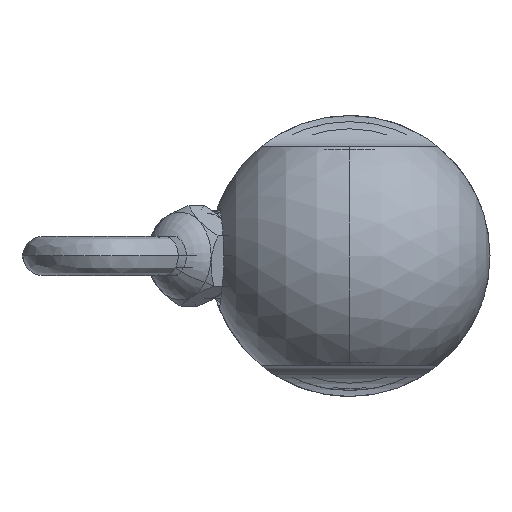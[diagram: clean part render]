
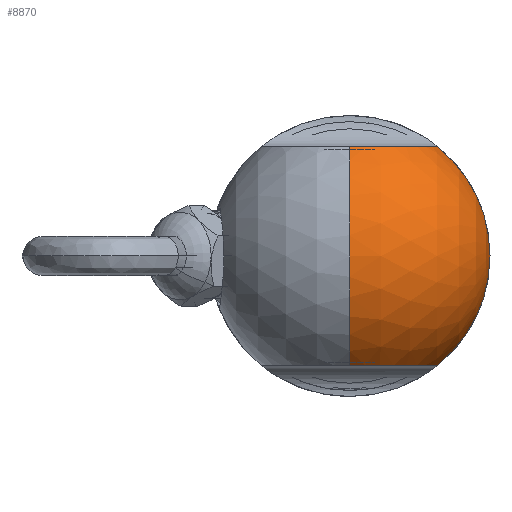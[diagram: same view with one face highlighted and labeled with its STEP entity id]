
A CAD part, front view. The second image highlights one B-rep face of the part: STEP entity #8870.
In plain terms, the highlighted spherical face has radius 18 mm.
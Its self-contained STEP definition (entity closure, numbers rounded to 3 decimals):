
#374 = CARTESIAN_POINT ( 'NONE',  ( 0., 13., 14. ) ) ;
#3112 = VERTEX_POINT ( 'NONE', #35803 ) ;
#6372 = DIRECTION ( 'NONE',  ( 0., -1., 0. ) ) ;
#6726 = CARTESIAN_POINT ( 'NONE',  ( 11.314, 13., -14. ) ) ;
#8772 = ORIENTED_EDGE ( 'NONE', *, *, #15586, .F. ) ;
#8870 = ADVANCED_FACE ( 'NONE', ( #33319 ), #36531, .T. ) ;
#9718 = CIRCLE ( 'NONE', #23973, 11.314 ) ;
#10712 = EDGE_CURVE ( 'NONE', #19290, #30239, #25795, .T. ) ;
#11394 = ORIENTED_EDGE ( 'NONE', *, *, #10712, .T. ) ;
#12411 = DIRECTION ( 'NONE',  ( 0., -1., 0. ) ) ;
#14427 = EDGE_CURVE ( 'NONE', #36546, #19290, #9718, .T. ) ;
#15522 = EDGE_LOOP ( 'NONE', ( #16003, #11394, #16244, #18628, #8772 ) ) ;
#15586 = EDGE_CURVE ( 'NONE', #36546, #3112, #33942, .T. ) ;
#16003 = ORIENTED_EDGE ( 'NONE', *, *, #14427, .T. ) ;
#16244 = ORIENTED_EDGE ( 'NONE', *, *, #18901, .F. ) ;
#16264 = AXIS2_PLACEMENT_3D ( 'NONE', #21354, #24521, #27518 ) ;
#17962 = CIRCLE ( 'NONE', #21018, 11.314 ) ;
#18628 = ORIENTED_EDGE ( 'NONE', *, *, #33303, .T. ) ;
#18901 = EDGE_CURVE ( 'NONE', #35759, #30239, #22218, .T. ) ;
#19290 = VERTEX_POINT ( 'NONE', #29242 ) ;
#20831 = DIRECTION ( 'NONE',  ( 0., 0., 1. ) ) ;
#21018 = AXIS2_PLACEMENT_3D ( 'NONE', #374, #24248, #6372 ) ;
#21354 = CARTESIAN_POINT ( 'NONE',  ( 0., 13., 0. ) ) ;
#22218 = CIRCLE ( 'NONE', #28535, 18. ) ;
#22925 = CARTESIAN_POINT ( 'NONE',  ( 0., 24.314, 14. ) ) ;
#23445 = DIRECTION ( 'NONE',  ( 0., 1., 0. ) ) ;
#23973 = AXIS2_PLACEMENT_3D ( 'NONE', #26369, #20831, #23445 ) ;
#24248 = DIRECTION ( 'NONE',  ( 0., 0., -1. ) ) ;
#24521 = DIRECTION ( 'NONE',  ( 1., 0., 0. ) ) ;
#24745 = CARTESIAN_POINT ( 'NONE',  ( 0., 13., 0. ) ) ;
#25250 = AXIS2_PLACEMENT_3D ( 'NONE', #36750, #12411, #36495 ) ;
#25795 = CIRCLE ( 'NONE', #31075, 18. ) ;
#26165 = CARTESIAN_POINT ( 'NONE',  ( 0., 31., 0. ) ) ;
#26369 = CARTESIAN_POINT ( 'NONE',  ( 0., 13., -14. ) ) ;
#27518 = DIRECTION ( 'NONE',  ( 0., 0., 1. ) ) ;
#27736 = DIRECTION ( 'NONE',  ( -1., 0., 0. ) ) ;
#28535 = AXIS2_PLACEMENT_3D ( 'NONE', #24745, #27736, #36299 ) ;
#29242 = CARTESIAN_POINT ( 'NONE',  ( 0., 24.314, -14. ) ) ;
#30239 = VERTEX_POINT ( 'NONE', #26165 ) ;
#31075 = AXIS2_PLACEMENT_3D ( 'NONE', #37214, #31267, #34365 ) ;
#31267 = DIRECTION ( 'NONE',  ( 1., 0., 0. ) ) ;
#33303 = EDGE_CURVE ( 'NONE', #35759, #3112, #17962, .T. ) ;
#33319 = FACE_OUTER_BOUND ( 'NONE', #15522, .T. ) ;
#33942 = CIRCLE ( 'NONE', #25250, 18. ) ;
#34365 = DIRECTION ( 'NONE',  ( 0., 0., -1. ) ) ;
#35759 = VERTEX_POINT ( 'NONE', #22925 ) ;
#35803 = CARTESIAN_POINT ( 'NONE',  ( 11.314, 13., 14. ) ) ;
#36299 = DIRECTION ( 'NONE',  ( 0., 0., 1. ) ) ;
#36495 = DIRECTION ( 'NONE',  ( 0., 0., -1. ) ) ;
#36531 = SPHERICAL_SURFACE ( 'NONE', #16264, 18. ) ;
#36546 = VERTEX_POINT ( 'NONE', #6726 ) ;
#36750 = CARTESIAN_POINT ( 'NONE',  ( 0., 13., 0. ) ) ;
#37214 = CARTESIAN_POINT ( 'NONE',  ( 0., 13., 0. ) ) ;
